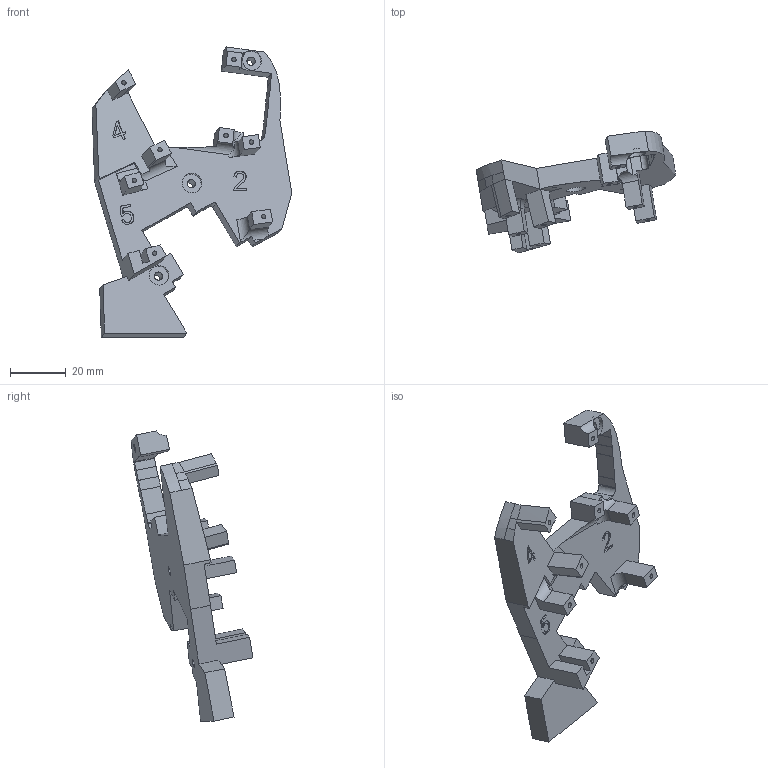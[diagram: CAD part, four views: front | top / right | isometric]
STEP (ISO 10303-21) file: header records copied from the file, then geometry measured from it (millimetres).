
FILE_DESCRIPTION(/* description */ (''),/* implementation_level */ '2;1');
FILE_NAME(/* name */ 'platform.step',/* time_stamp */ '2025-04-19T08:23:04+02:00',/* author */ (''),/* organization */ (''),/* preprocessor_version */ 'ST-DEVELOPER v20.1',/* originating_system */ 'Autodesk Translation Framework v14.4.0.0',/* authorisation */ '');
FILE_SCHEMA (('AUTOMOTIVE_DESIGN { 1 0 10303 214 3 1 1 }'));
Length unit declared in the file: millimetre
Products named in the file (1): platform
Bounding box: 71.34 x 43.44 x 103.64 mm (x, y, z)
Volume: 27425.4 mm3; surface area: 12624.4 mm2
Topology: 1 solids, 1 shells, 204 faces, 555 edges, 367 vertices
Faces by surface type: plane 131, bspline 43, cylinder 30
Full cylindrical faces by diameter (mm): 1.6 x8, 3 x3, 7.1 x3
Entity records: 7054 total; most frequent: CARTESIAN_POINT 2096, ORIENTED_EDGE 1110, DIRECTION 855, EDGE_CURVE 555, LINE 395, VECTOR 395, VERTEX_POINT 367, AXIS2_PLACEMENT_3D 230
